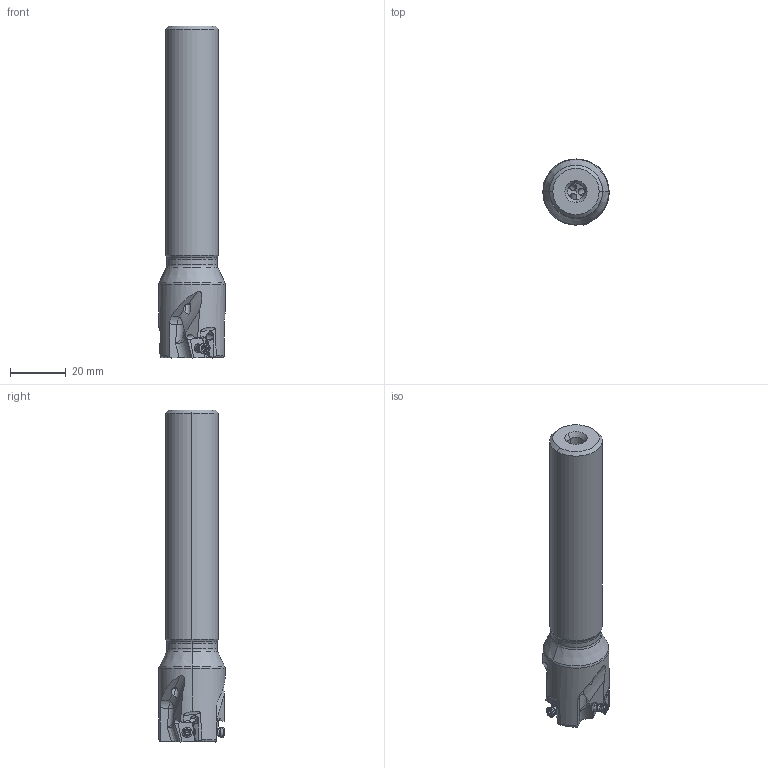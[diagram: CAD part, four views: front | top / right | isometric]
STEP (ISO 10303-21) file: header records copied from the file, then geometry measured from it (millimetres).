
FILE_DESCRIPTION(/* description */ (''),/* implementation_level */ '2;1');
FILE_NAME(/* name */ 'VPX200UR1603SA12S.stp',/* time_stamp */ '2021-09-08T11:38:44+09:00',/* author */ (''),/* organization */ (''),/* preprocessor_version */ 'ST-DEVELOPER v16',/* originating_system */ 'SIEMENS PLM Software NX 10.0',/* authorisation */ '');
FILE_SCHEMA (('AUTOMOTIVE_DESIGN { 1 0 10303 214 3 1 1 1 }'));
Length unit declared in the file: millimetre
Products named in the file (1): VPX200UR1603SA12S_ASM_ASM
Bounding box: 23.8 x 23.8 x 119.45 mm (x, y, z)
Volume: 33855.6 mm3; surface area: 10924.5 mm2
Topology: 4 solids, 4 shells, 336 faces, 910 edges, 578 vertices
Faces by surface type: cylinder 142, plane 81, cone 52, torus 28, bspline 15, extrusion 12, sphere 6
Entity records: 15024 total; most frequent: CARTESIAN_POINT 6718, ORIENTED_EDGE 1776, DIRECTION 1650, EDGE_CURVE 888, AXIS2_PLACEMENT_3D 659, VERTEX_POINT 572, EDGE_LOOP 354, ADVANCED_FACE 336
